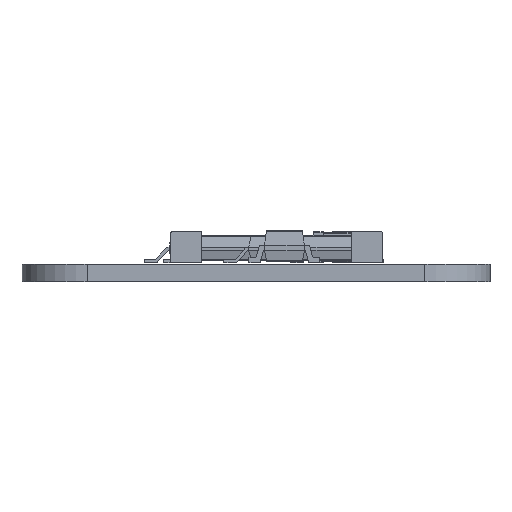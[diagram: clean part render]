
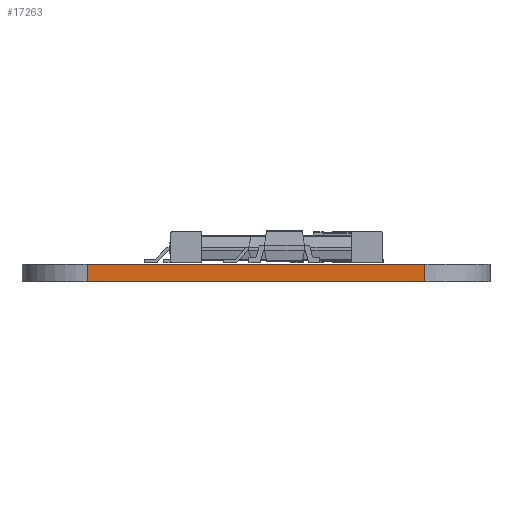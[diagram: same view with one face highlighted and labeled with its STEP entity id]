
A CAD part, front view. The second image highlights one B-rep face of the part: STEP entity #17263.
In plain terms, the highlighted planar face has unit normal (0, -1, 0).
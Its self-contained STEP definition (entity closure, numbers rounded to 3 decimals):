
#16587 = VERTEX_POINT('',#16588);
#16588 = CARTESIAN_POINT('',(0.836,-30.554,0.));
#16595 = EDGE_CURVE('',#16596,#16587,#16598,.T.);
#16596 = VERTEX_POINT('',#16597);
#16597 = CARTESIAN_POINT('',(14.404,-30.554,0.));
#16598 = LINE('',#16599,#16600);
#16599 = CARTESIAN_POINT('',(14.404,-30.554,0.));
#16600 = VECTOR('',#16601,1.);
#16601 = DIRECTION('',(-1.,0.,0.));
#16920 = VERTEX_POINT('',#16921);
#16921 = CARTESIAN_POINT('',(0.836,-30.554,0.7));
#16928 = EDGE_CURVE('',#16929,#16920,#16931,.T.);
#16929 = VERTEX_POINT('',#16930);
#16930 = CARTESIAN_POINT('',(14.404,-30.554,0.7));
#16931 = LINE('',#16932,#16933);
#16932 = CARTESIAN_POINT('',(14.404,-30.554,0.7));
#16933 = VECTOR('',#16934,1.);
#16934 = DIRECTION('',(-1.,0.,0.));
#17235 = EDGE_CURVE('',#16596,#16929,#17236,.T.);
#17236 = LINE('',#17237,#17238);
#17237 = CARTESIAN_POINT('',(14.404,-30.554,0.));
#17238 = VECTOR('',#17239,1.);
#17239 = DIRECTION('',(0.,0.,1.));
#17263 = ADVANCED_FACE('',(#17264),#17275,.T.);
#17264 = FACE_BOUND('',#17265,.T.);
#17265 = EDGE_LOOP('',(#17266,#17267,#17268,#17274));
#17266 = ORIENTED_EDGE('',*,*,#17235,.T.);
#17267 = ORIENTED_EDGE('',*,*,#16928,.T.);
#17268 = ORIENTED_EDGE('',*,*,#17269,.F.);
#17269 = EDGE_CURVE('',#16587,#16920,#17270,.T.);
#17270 = LINE('',#17271,#17272);
#17271 = CARTESIAN_POINT('',(0.836,-30.554,0.));
#17272 = VECTOR('',#17273,1.);
#17273 = DIRECTION('',(0.,0.,1.));
#17274 = ORIENTED_EDGE('',*,*,#16595,.F.);
#17275 = PLANE('',#17276);
#17276 = AXIS2_PLACEMENT_3D('',#17277,#17278,#17279);
#17277 = CARTESIAN_POINT('',(14.404,-30.554,0.));
#17278 = DIRECTION('',(0.,-1.,0.));
#17279 = DIRECTION('',(-1.,0.,0.));
